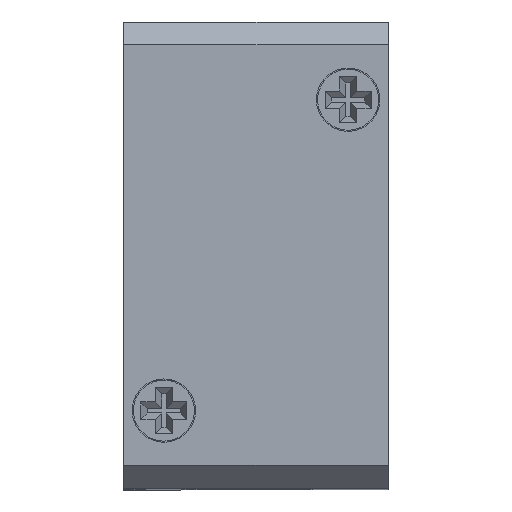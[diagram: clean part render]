
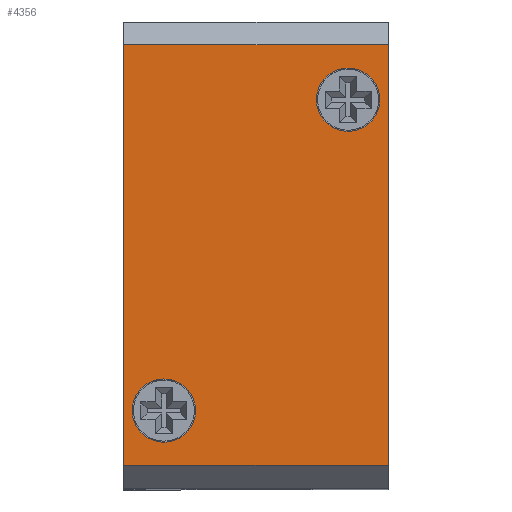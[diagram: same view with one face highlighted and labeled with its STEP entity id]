
A CAD part, top view. The second image highlights one B-rep face of the part: STEP entity #4356.
In plain terms, the highlighted planar face has unit normal (0, 0, 1).
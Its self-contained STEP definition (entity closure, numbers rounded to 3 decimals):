
#259 = CARTESIAN_POINT ( 'NONE',  ( 8., 13.5, 0. ) ) ;
#433 = DIRECTION ( 'NONE',  ( 1., 0., 0. ) ) ;
#510 = CARTESIAN_POINT ( 'NONE',  ( -8., -13.5, 0. ) ) ;
#587 = DIRECTION ( 'NONE',  ( 0., 0., 1. ) ) ;
#630 = DIRECTION ( 'NONE',  ( 0., -1., 0. ) ) ;
#645 = CARTESIAN_POINT ( 'NONE',  ( -11.5, 20.25, 0. ) ) ;
#823 = DIRECTION ( 'NONE',  ( 0., 0., 1. ) ) ;
#831 = DIRECTION ( 'NONE',  ( 1., 0., 0. ) ) ;
#1079 = DIRECTION ( 'NONE',  ( 1., 0., 0. ) ) ;
#1225 = DIRECTION ( 'NONE',  ( -1., 0., 0. ) ) ;
#1290 = CARTESIAN_POINT ( 'NONE',  ( 8., 13.5, 0. ) ) ;
#1302 = CARTESIAN_POINT ( 'NONE',  ( -11.5, 18.25, 0. ) ) ;
#1393 = CARTESIAN_POINT ( 'NONE',  ( -8., -13.5, 0. ) ) ;
#1470 = DIRECTION ( 'NONE',  ( 0., 0., 1. ) ) ;
#1950 = DIRECTION ( 'NONE',  ( 1., 0., 0. ) ) ;
#1966 = DIRECTION ( 'NONE',  ( 1., 0., 0. ) ) ;
#1982 = DIRECTION ( 'NONE',  ( 0., 0., 1. ) ) ;
#1987 = CARTESIAN_POINT ( 'NONE',  ( -11.5, -18.25, 0. ) ) ;
#2111 = VERTEX_POINT ( 'NONE', #8744 ) ;
#2251 = VERTEX_POINT ( 'NONE', #8669 ) ;
#2358 = VERTEX_POINT ( 'NONE', #9131 ) ;
#2447 = VERTEX_POINT ( 'NONE', #9077 ) ;
#2469 = VERTEX_POINT ( 'NONE', #8907 ) ;
#2520 = VERTEX_POINT ( 'NONE', #8913 ) ;
#2539 = VERTEX_POINT ( 'NONE', #8919 ) ;
#2795 = VERTEX_POINT ( 'NONE', #7279 ) ;
#3903 = CIRCLE ( 'NONE', #4678, 2.75 ) ;
#3957 = CIRCLE ( 'NONE', #4690, 2.75 ) ;
#3970 = LINE ( 'NONE', #645, #3971 ) ;
#3971 = VECTOR ( 'NONE', #630, 1000. ) ;
#4006 = LINE ( 'NONE', #1987, #4007 ) ;
#4007 = VECTOR ( 'NONE', #1950, 1000. ) ;
#4039 = CIRCLE ( 'NONE', #4702, 2.75 ) ;
#4077 = LINE ( 'NONE', #1302, #4078 ) ;
#4078 = VECTOR ( 'NONE', #1225, 1000. ) ;
#4080 = CIRCLE ( 'NONE', #4709, 2.75 ) ;
#4301 = EDGE_CURVE ( 'NONE', #2358, #2251, #9887, .T. ) ;
#4356 = ADVANCED_FACE ( 'NONE', ( #9986, #9987, #9988 ), #7210, .T. ) ;
#4555 = AXIS2_PLACEMENT_3D ( 'NONE', #7458, #7450, #7449 ) ;
#4678 = AXIS2_PLACEMENT_3D ( 'NONE', #259, #587, #831 ) ;
#4690 = AXIS2_PLACEMENT_3D ( 'NONE', #510, #823, #433 ) ;
#4702 = AXIS2_PLACEMENT_3D ( 'NONE', #1393, #1470, #1079 ) ;
#4709 = AXIS2_PLACEMENT_3D ( 'NONE', #1290, #1982, #1966 ) ;
#5444 = EDGE_LOOP ( 'NONE', ( #9520, #9529 ) ) ;
#5632 = EDGE_LOOP ( 'NONE', ( #9541, #9539, #9538, #9542 ) ) ;
#5634 = EDGE_LOOP ( 'NONE', ( #9515, #9540 ) ) ;
#7210 = PLANE ( 'NONE',  #4555 ) ;
#7279 = CARTESIAN_POINT ( 'NONE',  ( -11.5, 18.25, 0. ) ) ;
#7371 = CARTESIAN_POINT ( 'NONE',  ( 11.5, 20.25, 0. ) ) ;
#7428 = DIRECTION ( 'NONE',  ( 0., 1., 0. ) ) ;
#7449 = DIRECTION ( 'NONE',  ( 1., 0., 0. ) ) ;
#7450 = DIRECTION ( 'NONE',  ( 0., 0., 1. ) ) ;
#7458 = CARTESIAN_POINT ( 'NONE',  ( -11.5, 20.25, 0. ) ) ;
#7552 = EDGE_CURVE ( 'NONE', #2539, #2447, #3903, .T. ) ;
#7585 = EDGE_CURVE ( 'NONE', #2469, #2520, #3957, .T. ) ;
#7593 = EDGE_CURVE ( 'NONE', #2795, #2111, #3970, .T. ) ;
#7613 = EDGE_CURVE ( 'NONE', #2111, #2358, #4006, .T. ) ;
#7633 = EDGE_CURVE ( 'NONE', #2520, #2469, #4039, .T. ) ;
#7660 = EDGE_CURVE ( 'NONE', #2251, #2795, #4077, .T. ) ;
#7661 = EDGE_CURVE ( 'NONE', #2447, #2539, #4080, .T. ) ;
#8669 = CARTESIAN_POINT ( 'NONE',  ( 11.5, 18.25, 0. ) ) ;
#8744 = CARTESIAN_POINT ( 'NONE',  ( -11.5, -18.25, 0. ) ) ;
#8907 = CARTESIAN_POINT ( 'NONE',  ( -5.25, -13.5, 0. ) ) ;
#8913 = CARTESIAN_POINT ( 'NONE',  ( -10.75, -13.5, 0. ) ) ;
#8919 = CARTESIAN_POINT ( 'NONE',  ( 10.75, 13.5, 0. ) ) ;
#9077 = CARTESIAN_POINT ( 'NONE',  ( 5.25, 13.5, 0. ) ) ;
#9131 = CARTESIAN_POINT ( 'NONE',  ( 11.5, -18.25, 0. ) ) ;
#9515 = ORIENTED_EDGE ( 'NONE', *, *, #7585, .F. ) ;
#9520 = ORIENTED_EDGE ( 'NONE', *, *, #7552, .F. ) ;
#9529 = ORIENTED_EDGE ( 'NONE', *, *, #7661, .F. ) ;
#9538 = ORIENTED_EDGE ( 'NONE', *, *, #4301, .T. ) ;
#9539 = ORIENTED_EDGE ( 'NONE', *, *, #7613, .T. ) ;
#9540 = ORIENTED_EDGE ( 'NONE', *, *, #7633, .F. ) ;
#9541 = ORIENTED_EDGE ( 'NONE', *, *, #7593, .T. ) ;
#9542 = ORIENTED_EDGE ( 'NONE', *, *, #7660, .T. ) ;
#9887 = LINE ( 'NONE', #7371, #9888 ) ;
#9888 = VECTOR ( 'NONE', #7428, 1000. ) ;
#9986 = FACE_BOUND ( 'NONE', #5444, .T. ) ;
#9987 = FACE_BOUND ( 'NONE', #5634, .T. ) ;
#9988 = FACE_OUTER_BOUND ( 'NONE', #5632, .T. ) ;
